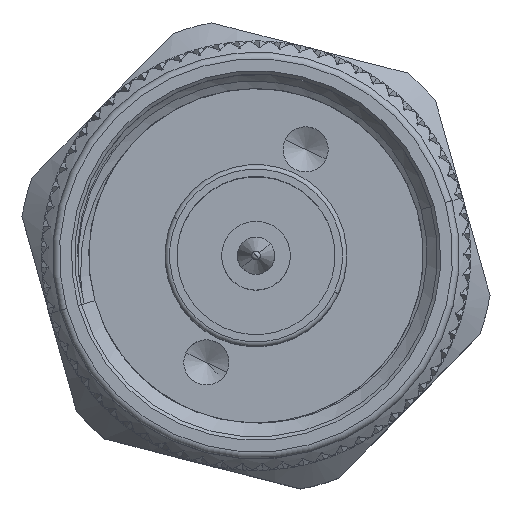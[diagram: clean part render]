
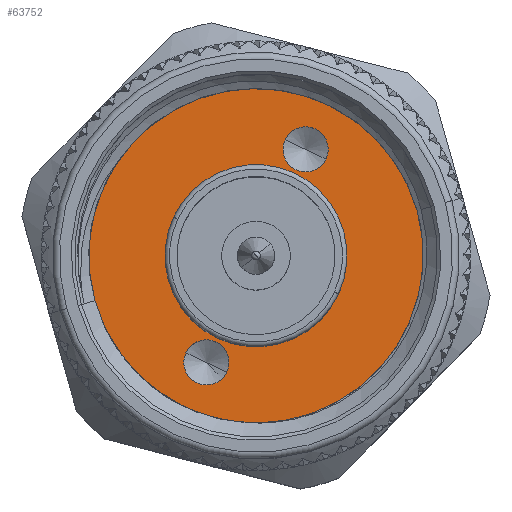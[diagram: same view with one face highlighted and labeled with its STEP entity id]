
A CAD part, top view. The second image highlights one B-rep face of the part: STEP entity #63752.
In plain terms, the highlighted planar face has unit normal (0, 0, 1).
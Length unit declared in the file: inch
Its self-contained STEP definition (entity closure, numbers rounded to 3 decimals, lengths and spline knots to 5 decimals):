
#3502 = CIRCLE ( 'NONE', #68961, 0.03937 ) ;
#6679 = DIRECTION ( 'NONE',  ( 0., 0., 1. ) ) ;
#6686 = VERTEX_POINT ( 'NONE', #10074 ) ;
#7603 = ORIENTED_EDGE ( 'NONE', *, *, #81644, .T. ) ;
#9889 = DIRECTION ( 'NONE',  ( 0., 0., 1. ) ) ;
#10074 = CARTESIAN_POINT ( 'NONE',  ( 0.0504, 0.19283, 0.95124 ) ) ;
#11410 = CARTESIAN_POINT ( 'NONE',  ( -0.05105, -0.21159, 0.95124 ) ) ;
#12766 = DIRECTION ( 'NONE',  ( 0., 0., 1. ) ) ;
#15739 = CARTESIAN_POINT ( 'NONE',  ( -0.08674, -0.19497, 0.95124 ) ) ;
#23285 = CARTESIAN_POINT ( 'NONE',  ( 0.08609, 0.17622, 0.95124 ) ) ;
#23601 = DIRECTION ( 'NONE',  ( 0.907, -0.422, 0. ) ) ;
#27216 = ORIENTED_EDGE ( 'NONE', *, *, #120849, .T. ) ;
#29379 = EDGE_LOOP ( 'NONE', ( #7603, #43417 ) ) ;
#30901 = AXIS2_PLACEMENT_3D ( 'NONE', #133566, #103481, #71541 ) ;
#32995 = DIRECTION ( 'NONE',  ( 0., 0., 1. ) ) ;
#33834 = CARTESIAN_POINT ( 'NONE',  ( -0.00032, -0.00938, 0.95124 ) ) ;
#33856 = CARTESIAN_POINT ( 'NONE',  ( -0.00032, -0.00938, 0.95124 ) ) ;
#36691 = VERTEX_POINT ( 'NONE', #52260 ) ;
#36822 = DIRECTION ( 'NONE',  ( 0., 0., -1. ) ) ;
#38091 = CARTESIAN_POINT ( 'NONE',  ( -0.08674, -0.19497, 0.95124 ) ) ;
#39357 = FACE_BOUND ( 'NONE', #48220, .T. ) ;
#42017 = CARTESIAN_POINT ( 'NONE',  ( 0.12178, 0.1596, 0.95124 ) ) ;
#43417 = ORIENTED_EDGE ( 'NONE', *, *, #86316, .T. ) ;
#44596 = CARTESIAN_POINT ( 'NONE',  ( -0.00032, -0.00938, 0.95124 ) ) ;
#46103 = VERTEX_POINT ( 'NONE', #118261 ) ;
#47640 = AXIS2_PLACEMENT_3D ( 'NONE', #23285, #65712, #84142 ) ;
#47730 = CIRCLE ( 'NONE', #47640, 0.03937 ) ;
#48220 = EDGE_LOOP ( 'NONE', ( #53265, #129152 ) ) ;
#48938 = FACE_BOUND ( 'NONE', #92819, .T. ) ;
#51013 = DIRECTION ( 'NONE',  ( 0.907, -0.422, 0. ) ) ;
#52260 = CARTESIAN_POINT ( 'NONE',  ( 0.28163, -0.14066, 0.95124 ) ) ;
#53265 = ORIENTED_EDGE ( 'NONE', *, *, #131312, .F. ) ;
#58505 = CARTESIAN_POINT ( 'NONE',  ( 0.08609, 0.17622, 0.95124 ) ) ;
#62700 = CIRCLE ( 'NONE', #93134, 0.31102 ) ;
#63752 = ADVANCED_FACE ( 'NONE', ( #39357, #48938, #132918, #133589 ), #74934, .T. ) ;
#64504 = EDGE_CURVE ( 'NONE', #117643, #6686, #84378, .T. ) ;
#64969 = CIRCLE ( 'NONE', #88982, 0.03937 ) ;
#65383 = EDGE_CURVE ( 'NONE', #126710, #46103, #84670, .T. ) ;
#65712 = DIRECTION ( 'NONE',  ( 0., 0., 1. ) ) ;
#68104 = ORIENTED_EDGE ( 'NONE', *, *, #98582, .T. ) ;
#68961 = AXIS2_PLACEMENT_3D ( 'NONE', #15739, #36822, #120171 ) ;
#71541 = DIRECTION ( 'NONE',  ( 0.907, -0.422, 0. ) ) ;
#74934 = PLANE ( 'NONE',  #99428 ) ;
#77953 = VERTEX_POINT ( 'NONE', #11410 ) ;
#81644 = EDGE_CURVE ( 'NONE', #134098, #36691, #62700, .T. ) ;
#84053 = EDGE_CURVE ( 'NONE', #6686, #117643, #47730, .T. ) ;
#84142 = DIRECTION ( 'NONE',  ( 0.907, -0.422, 0. ) ) ;
#84378 = CIRCLE ( 'NONE', #86547, 0.03937 ) ;
#84670 = CIRCLE ( 'NONE', #126045, 0.15846 ) ;
#86316 = EDGE_CURVE ( 'NONE', #36691, #134098, #120289, .T. ) ;
#86488 = DIRECTION ( 'NONE',  ( 0.907, -0.422, 0. ) ) ;
#86547 = AXIS2_PLACEMENT_3D ( 'NONE', #58505, #6679, #87981 ) ;
#87981 = DIRECTION ( 'NONE',  ( 0.907, -0.422, 0. ) ) ;
#88215 = AXIS2_PLACEMENT_3D ( 'NONE', #33856, #12766, #86488 ) ;
#88982 = AXIS2_PLACEMENT_3D ( 'NONE', #38091, #111860, #51013 ) ;
#92819 = EDGE_LOOP ( 'NONE', ( #109878, #123255 ) ) ;
#93134 = AXIS2_PLACEMENT_3D ( 'NONE', #44596, #32995, #118346 ) ;
#98582 = EDGE_CURVE ( 'NONE', #118141, #77953, #64969, .T. ) ;
#98884 = EDGE_LOOP ( 'NONE', ( #27216, #68104 ) ) ;
#99428 = AXIS2_PLACEMENT_3D ( 'NONE', #33834, #114466, #23601 ) ;
#103366 = CARTESIAN_POINT ( 'NONE',  ( -0.00032, -0.00938, 0.95124 ) ) ;
#103422 = CIRCLE ( 'NONE', #88215, 0.15846 ) ;
#103481 = DIRECTION ( 'NONE',  ( 0., 0., 1. ) ) ;
#109878 = ORIENTED_EDGE ( 'NONE', *, *, #64504, .F. ) ;
#111860 = DIRECTION ( 'NONE',  ( 0., 0., -1. ) ) ;
#114466 = DIRECTION ( 'NONE',  ( 0., 0., 1. ) ) ;
#116465 = CARTESIAN_POINT ( 'NONE',  ( -0.28228, 0.12191, 0.95124 ) ) ;
#117643 = VERTEX_POINT ( 'NONE', #42017 ) ;
#117809 = CARTESIAN_POINT ( 'NONE',  ( -0.14398, 0.05751, 0.95124 ) ) ;
#118141 = VERTEX_POINT ( 'NONE', #126198 ) ;
#118261 = CARTESIAN_POINT ( 'NONE',  ( 0.14333, -0.07626, 0.95124 ) ) ;
#118346 = DIRECTION ( 'NONE',  ( 0.907, -0.422, 0. ) ) ;
#120171 = DIRECTION ( 'NONE',  ( 0.907, -0.422, 0. ) ) ;
#120289 = CIRCLE ( 'NONE', #30901, 0.31102 ) ;
#120849 = EDGE_CURVE ( 'NONE', #77953, #118141, #3502, .T. ) ;
#123255 = ORIENTED_EDGE ( 'NONE', *, *, #84053, .F. ) ;
#126045 = AXIS2_PLACEMENT_3D ( 'NONE', #103366, #9889, #134805 ) ;
#126198 = CARTESIAN_POINT ( 'NONE',  ( -0.12243, -0.17835, 0.95124 ) ) ;
#126710 = VERTEX_POINT ( 'NONE', #117809 ) ;
#129152 = ORIENTED_EDGE ( 'NONE', *, *, #65383, .F. ) ;
#131312 = EDGE_CURVE ( 'NONE', #46103, #126710, #103422, .T. ) ;
#132918 = FACE_BOUND ( 'NONE', #98884, .T. ) ;
#133566 = CARTESIAN_POINT ( 'NONE',  ( -0.00032, -0.00938, 0.95124 ) ) ;
#133589 = FACE_OUTER_BOUND ( 'NONE', #29379, .T. ) ;
#134098 = VERTEX_POINT ( 'NONE', #116465 ) ;
#134805 = DIRECTION ( 'NONE',  ( 0.907, -0.422, 0. ) ) ;
